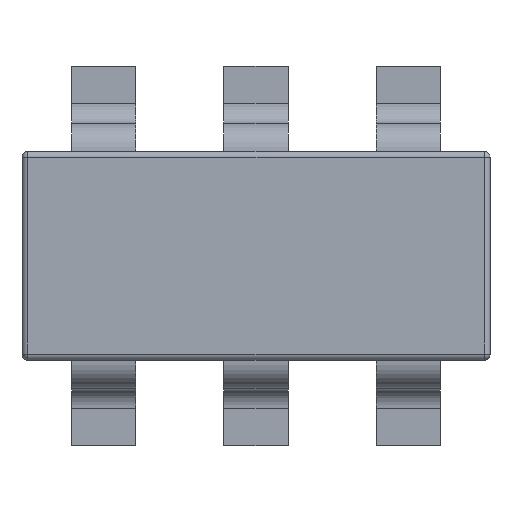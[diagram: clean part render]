
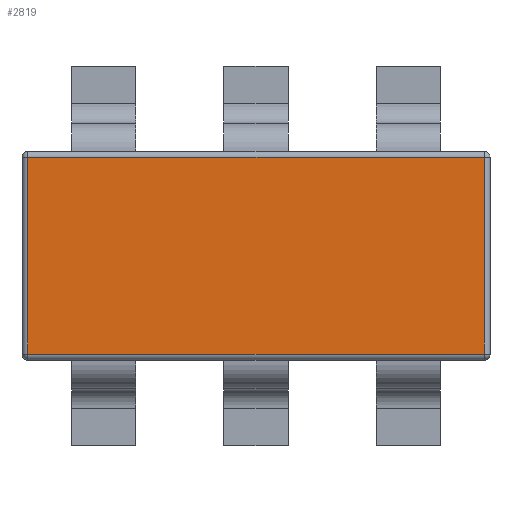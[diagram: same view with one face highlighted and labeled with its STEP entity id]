
A CAD part, top view. The second image highlights one B-rep face of the part: STEP entity #2819.
In plain terms, the highlighted planar face has unit normal (0, 0, 1).
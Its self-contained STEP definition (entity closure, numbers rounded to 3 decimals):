
#2780 = CARTESIAN_POINT ( 'NONE',  ( -1.424, 0.614, 1.12 ) ) ;
#2781 = VERTEX_POINT ( 'NONE', #2780 ) ;
#2782 = CARTESIAN_POINT ( 'NONE',  ( -1.424, -0.614, 1.12 ) ) ;
#2783 = VERTEX_POINT ( 'NONE', #2782 ) ;
#2784 = CARTESIAN_POINT ( 'NONE',  ( -1.424, 0., 1.12 ) ) ;
#2785 = DIRECTION ( 'NONE',  ( 0., -1., 0. ) ) ;
#2786 = VECTOR ( 'NONE', #2785, 1000. ) ;
#2787 = LINE ( 'NONE', #2784, #2786 ) ;
#2788 = EDGE_CURVE ( 'NONE', #2781, #2783, #2787, .T. ) ;
#2789 = ORIENTED_EDGE ( 'NONE', *, *, #2788, .T. ) ;
#2790 = CARTESIAN_POINT ( 'NONE',  ( 1.424, -0.614, 1.12 ) ) ;
#2791 = VERTEX_POINT ( 'NONE', #2790 ) ;
#2792 = CARTESIAN_POINT ( 'NONE',  ( 0., -0.614, 1.12 ) ) ;
#2793 = DIRECTION ( 'NONE',  ( 1., 0., 0. ) ) ;
#2794 = VECTOR ( 'NONE', #2793, 1000. ) ;
#2795 = LINE ( 'NONE', #2792, #2794 ) ;
#2796 = EDGE_CURVE ( 'NONE', #2783, #2791, #2795, .T. ) ;
#2797 = ORIENTED_EDGE ( 'NONE', *, *, #2796, .T. ) ;
#2798 = CARTESIAN_POINT ( 'NONE',  ( 1.424, 0.614, 1.12 ) ) ;
#2799 = VERTEX_POINT ( 'NONE', #2798 ) ;
#2800 = CARTESIAN_POINT ( 'NONE',  ( 1.424, 0., 1.12 ) ) ;
#2801 = DIRECTION ( 'NONE',  ( 0., 1., 0. ) ) ;
#2802 = VECTOR ( 'NONE', #2801, 1000. ) ;
#2803 = LINE ( 'NONE', #2800, #2802 ) ;
#2804 = EDGE_CURVE ( 'NONE', #2791, #2799, #2803, .T. ) ;
#2805 = ORIENTED_EDGE ( 'NONE', *, *, #2804, .T. ) ;
#2806 = CARTESIAN_POINT ( 'NONE',  ( 0., 0.614, 1.12 ) ) ;
#2807 = DIRECTION ( 'NONE',  ( -1., 0., 0. ) ) ;
#2808 = VECTOR ( 'NONE', #2807, 1000. ) ;
#2809 = LINE ( 'NONE', #2806, #2808 ) ;
#2810 = EDGE_CURVE ( 'NONE', #2799, #2781, #2809, .T. ) ;
#2811 = ORIENTED_EDGE ( 'NONE', *, *, #2810, .T. ) ;
#2812 = EDGE_LOOP ( 'NONE', ( #2789, #2797, #2805, #2811 ) ) ;
#2813 = FACE_OUTER_BOUND ( 'NONE', #2812, .T. ) ;
#2814 = CARTESIAN_POINT ( 'NONE',  ( 0., 0., 1.12 ) ) ;
#2815 = DIRECTION ( 'NONE',  ( 0., 0., -1. ) ) ;
#2816 = DIRECTION ( 'NONE',  ( 0., 1., 0. ) ) ;
#2817 = AXIS2_PLACEMENT_3D ( 'NONE', #2814, #2815, #2816 ) ;
#2818 = PLANE ( 'NONE', #2817 ) ;
#2819 = ADVANCED_FACE ( 'NONE', ( #2813 ), #2818, .F. ) ;
